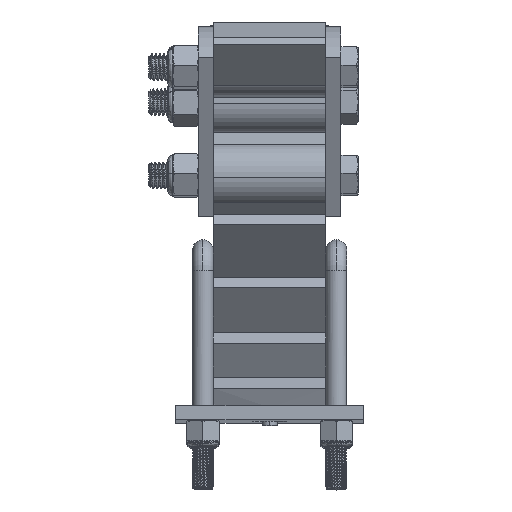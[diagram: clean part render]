
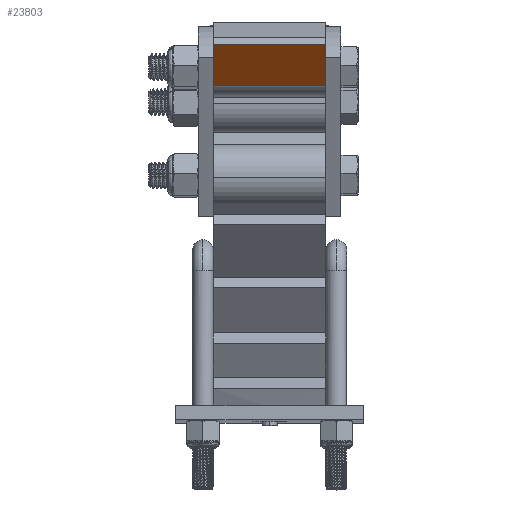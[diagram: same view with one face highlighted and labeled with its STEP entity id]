
A CAD part, top view. The second image highlights one B-rep face of the part: STEP entity #23803.
In plain terms, the highlighted planar face has unit normal (0, -0.911, 0.413).
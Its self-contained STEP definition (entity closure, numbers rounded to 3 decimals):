
#151 = CARTESIAN_POINT ( 'NONE',  ( 30., -12.098, 65. ) ) ;
#2055 = CARTESIAN_POINT ( 'NONE',  ( 30., -34.48, 15.632 ) ) ;
#2360 = DIRECTION ( 'NONE',  ( 0., 0.413, 0.911 ) ) ;
#2436 = CARTESIAN_POINT ( 'NONE',  ( 30., -33.979, 16.738 ) ) ;
#3486 = VECTOR ( 'NONE', #13702, 1000. ) ;
#5588 = EDGE_CURVE ( 'NONE', #24493, #28186, #17859, .T. ) ;
#7335 = EDGE_CURVE ( 'NONE', #28186, #12416, #16285, .T. ) ;
#7378 = VECTOR ( 'NONE', #25788, 1000. ) ;
#7751 = CARTESIAN_POINT ( 'NONE',  ( -30., -34.48, 15.632 ) ) ;
#8351 = ORIENTED_EDGE ( 'NONE', *, *, #5588, .F. ) ;
#9214 = PLANE ( 'NONE',  #25978 ) ;
#11288 = EDGE_CURVE ( 'NONE', #24493, #26806, #28342, .T. ) ;
#12103 = EDGE_LOOP ( 'NONE', ( #16966, #18684, #8351, #15065 ) ) ;
#12416 = VERTEX_POINT ( 'NONE', #16526 ) ;
#13702 = DIRECTION ( 'NONE',  ( -1., 0., 0. ) ) ;
#14933 = CARTESIAN_POINT ( 'NONE',  ( 30., -34.48, 15.632 ) ) ;
#15065 = ORIENTED_EDGE ( 'NONE', *, *, #11288, .T. ) ;
#15066 = LINE ( 'NONE', #7751, #25600 ) ;
#16285 = LINE ( 'NONE', #2436, #7378 ) ;
#16495 = CARTESIAN_POINT ( 'NONE',  ( 30., -12.098, 65. ) ) ;
#16526 = CARTESIAN_POINT ( 'NONE',  ( -30., -33.979, 16.738 ) ) ;
#16817 = DIRECTION ( 'NONE',  ( 0., 0.911, -0.413 ) ) ;
#16966 = ORIENTED_EDGE ( 'NONE', *, *, #21259, .T. ) ;
#17097 = CARTESIAN_POINT ( 'NONE',  ( 30., -33.979, 16.738 ) ) ;
#17859 = LINE ( 'NONE', #14933, #23419 ) ;
#18684 = ORIENTED_EDGE ( 'NONE', *, *, #7335, .F. ) ;
#19731 = CARTESIAN_POINT ( 'NONE',  ( -30., -12.098, 65. ) ) ;
#21259 = EDGE_CURVE ( 'NONE', #26806, #12416, #15066, .T. ) ;
#23419 = VECTOR ( 'NONE', #24422, 1000. ) ;
#23803 = ADVANCED_FACE ( 'NONE', ( #25700 ), #9214, .F. ) ;
#24399 = DIRECTION ( 'NONE',  ( 0., -0.413, -0.911 ) ) ;
#24422 = DIRECTION ( 'NONE',  ( 0., -0.413, -0.911 ) ) ;
#24493 = VERTEX_POINT ( 'NONE', #151 ) ;
#25600 = VECTOR ( 'NONE', #24399, 1000. ) ;
#25700 = FACE_OUTER_BOUND ( 'NONE', #12103, .T. ) ;
#25788 = DIRECTION ( 'NONE',  ( -1., 0., 0. ) ) ;
#25978 = AXIS2_PLACEMENT_3D ( 'NONE', #2055, #16817, #2360 ) ;
#26806 = VERTEX_POINT ( 'NONE', #19731 ) ;
#28186 = VERTEX_POINT ( 'NONE', #17097 ) ;
#28342 = LINE ( 'NONE', #16495, #3486 ) ;
